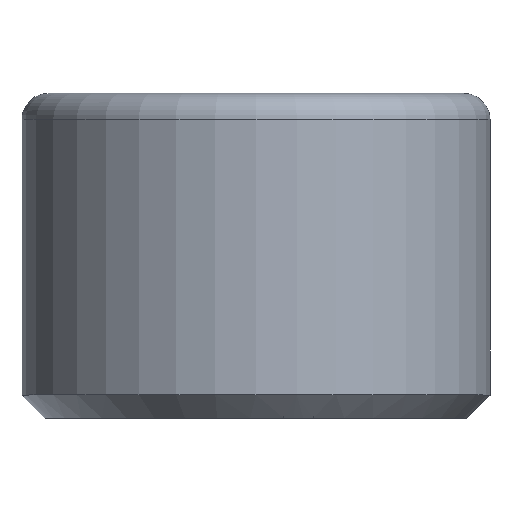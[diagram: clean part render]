
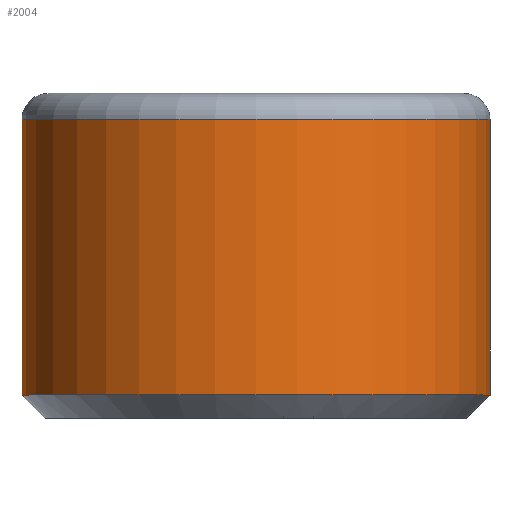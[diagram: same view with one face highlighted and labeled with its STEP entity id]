
A CAD part, top view. The second image highlights one B-rep face of the part: STEP entity #2004.
In plain terms, the highlighted cylindrical face has radius 90 mm (diameter 180 mm), a full revolution.
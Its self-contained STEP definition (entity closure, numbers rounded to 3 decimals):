
#45=CYLINDRICAL_SURFACE('',#2169,90.);
#100=CIRCLE('',#2166,90.);
#103=CIRCLE('',#2170,90.);
#104=CIRCLE('',#2171,90.);
#225=FACE_OUTER_BOUND('',#335,.T.);
#335=EDGE_LOOP('',(#1764,#1765,#1766,#1767,#1768));
#505=LINE('',#4255,#632);
#632=VECTOR('',#2570,90.);
#912=VERTEX_POINT('',#4245);
#914=VERTEX_POINT('',#4252);
#915=VERTEX_POINT('',#4253);
#1206=EDGE_CURVE('',#912,#912,#100,.T.);
#1210=EDGE_CURVE('',#914,#915,#103,.T.);
#1211=EDGE_CURVE('',#914,#912,#505,.T.);
#1212=EDGE_CURVE('',#915,#914,#104,.T.);
#1764=ORIENTED_EDGE('',*,*,#1210,.F.);
#1765=ORIENTED_EDGE('',*,*,#1211,.T.);
#1766=ORIENTED_EDGE('',*,*,#1206,.F.);
#1767=ORIENTED_EDGE('',*,*,#1211,.F.);
#1768=ORIENTED_EDGE('',*,*,#1212,.F.);
#2004=ADVANCED_FACE('',(#225),#45,.T.);
#2166=AXIS2_PLACEMENT_3D('',#4246,#2559,#2560);
#2169=AXIS2_PLACEMENT_3D('',#4251,#2566,#2567);
#2170=AXIS2_PLACEMENT_3D('',#4254,#2568,#2569);
#2171=AXIS2_PLACEMENT_3D('',#4256,#2571,#2572);
#2559=DIRECTION('center_axis',(0.,-1.,0.));
#2560=DIRECTION('ref_axis',(1.,0.,0.));
#2566=DIRECTION('center_axis',(0.,1.,0.));
#2567=DIRECTION('ref_axis',(1.,0.,0.));
#2568=DIRECTION('center_axis',(0.,1.,0.));
#2569=DIRECTION('ref_axis',(-1.,0.,0.));
#2570=DIRECTION('',(0.,-1.,0.));
#2571=DIRECTION('center_axis',(0.,1.,0.));
#2572=DIRECTION('ref_axis',(-1.,0.,0.));
#4245=CARTESIAN_POINT('',(-90.,210.,0.));
#4246=CARTESIAN_POINT('Origin',(0.,210.,0.));
#4251=CARTESIAN_POINT('Origin',(0.,0.,0.));
#4252=CARTESIAN_POINT('',(-90.,316.,0.));
#4253=CARTESIAN_POINT('',(0.,316.,-90.));
#4254=CARTESIAN_POINT('Origin',(0.,316.,0.));
#4255=CARTESIAN_POINT('',(-90.,0.,0.));
#4256=CARTESIAN_POINT('Origin',(0.,316.,0.));
